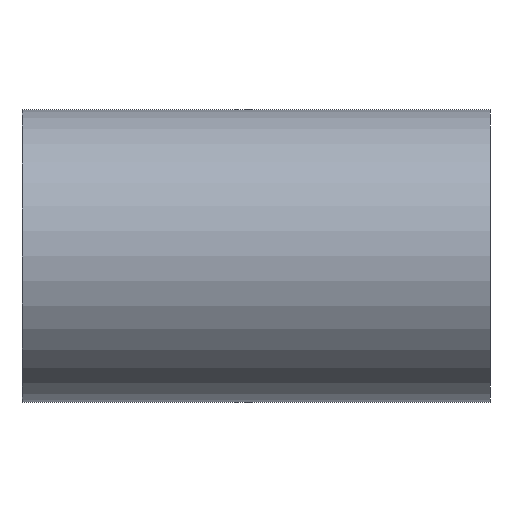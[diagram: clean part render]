
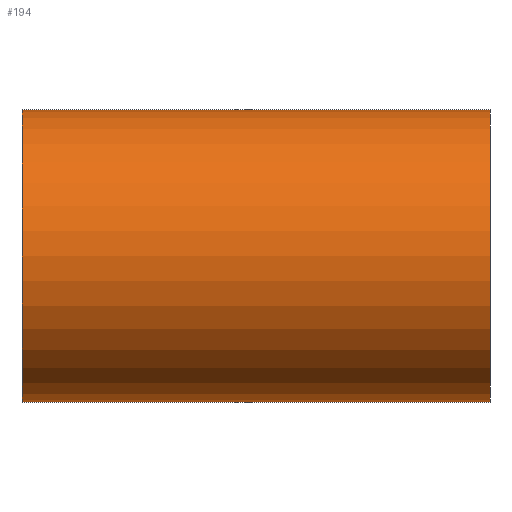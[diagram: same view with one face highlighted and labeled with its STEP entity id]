
A CAD part, front view. The second image highlights one B-rep face of the part: STEP entity #194.
In plain terms, the highlighted cylindrical face has radius 40.5 mm (diameter 81 mm), a partial arc.
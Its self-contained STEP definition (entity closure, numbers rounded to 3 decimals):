
#194 = ADVANCED_FACE( '', ( #414 ), #415, .T. );
#216 = EDGE_CURVE( '', #272, #276, #440, .T. );
#230 = EDGE_CURVE( '', #272, #234, #455, .T. );
#234 = VERTEX_POINT( '', #459 );
#260 = VERTEX_POINT( '', #489 );
#272 = VERTEX_POINT( '', #503 );
#276 = VERTEX_POINT( '', #507 );
#284 = EDGE_CURVE( '', #260, #276, #517, .T. );
#310 = EDGE_CURVE( '', #234, #260, #545, .T. );
#414 = FACE_OUTER_BOUND( '', #785, .T. );
#415 = CYLINDRICAL_SURFACE( '', #786, 40.5 );
#440 = CIRCLE( '', #817, 40.5 );
#455 = LINE( '', #836, #837 );
#459 = CARTESIAN_POINT( '', ( 29., 0., 40.5 ) );
#489 = CARTESIAN_POINT( '', ( 29., 0., -40.5 ) );
#503 = CARTESIAN_POINT( '', ( -100.5, 0., 40.5 ) );
#507 = CARTESIAN_POINT( '', ( -100.5, 0., -40.5 ) );
#517 = LINE( '', #957, #958 );
#545 = CIRCLE( '', #995, 40.5 );
#785 = EDGE_LOOP( '', ( #1117, #1118, #1119, #1120 ) );
#786 = AXIS2_PLACEMENT_3D( '', #1121, #1122, #1123 );
#817 = AXIS2_PLACEMENT_3D( '', #1150, #1151, #1152 );
#836 = CARTESIAN_POINT( '', ( 29., 0., 40.5 ) );
#837 = VECTOR( '', #1171, 1. );
#957 = CARTESIAN_POINT( '', ( 29., 0., -40.5 ) );
#958 = VECTOR( '', #1223, 1. );
#995 = AXIS2_PLACEMENT_3D( '', #1252, #1253, #1254 );
#1117 = ORIENTED_EDGE( '', *, *, #284, .F. );
#1118 = ORIENTED_EDGE( '', *, *, #310, .F. );
#1119 = ORIENTED_EDGE( '', *, *, #230, .F. );
#1120 = ORIENTED_EDGE( '', *, *, #216, .T. );
#1121 = CARTESIAN_POINT( '', ( 29., 0., 0. ) );
#1122 = DIRECTION( '', ( 1., 0., 0. ) );
#1123 = DIRECTION( '', ( 0., 0., -1. ) );
#1150 = CARTESIAN_POINT( '', ( -100.5, 0., 0. ) );
#1151 = DIRECTION( '', ( 1., 0., 0. ) );
#1152 = DIRECTION( '', ( 0., 0., -1. ) );
#1171 = DIRECTION( '', ( 1., 0., 0. ) );
#1223 = DIRECTION( '', ( -1., 0., 0. ) );
#1252 = CARTESIAN_POINT( '', ( 29., 0., 0. ) );
#1253 = DIRECTION( '', ( 1., 0., 0. ) );
#1254 = DIRECTION( '', ( 0., 0., -1. ) );
